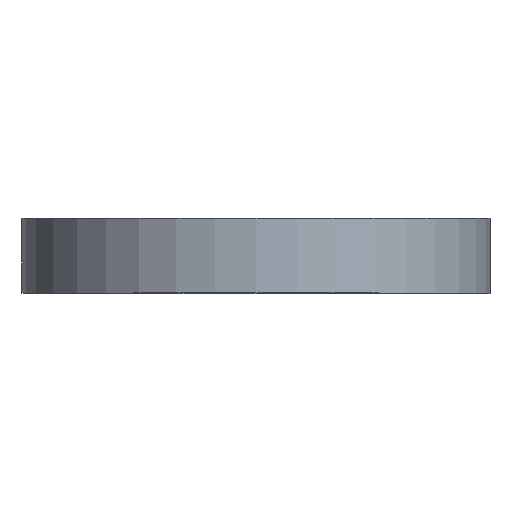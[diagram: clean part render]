
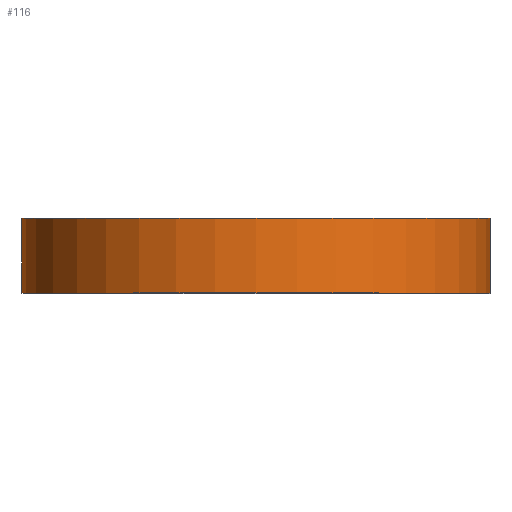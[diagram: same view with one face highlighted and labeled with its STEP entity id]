
A CAD part, top view. The second image highlights one B-rep face of the part: STEP entity #116.
In plain terms, the highlighted cylindrical face has radius 49.632 mm (diameter 99.263 mm), a partial arc.
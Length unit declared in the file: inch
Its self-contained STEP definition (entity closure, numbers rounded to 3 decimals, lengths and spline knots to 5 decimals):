
#17 = ORIENTED_EDGE ( 'NONE', *, *, #516, .F. ) ;
#46 = DIRECTION ( 'NONE',  ( 1., 0., 0. ) ) ;
#58 = VERTEX_POINT ( 'NONE', #135 ) ;
#99 = CARTESIAN_POINT ( 'NONE',  ( 0., 0.3125, -1.954 ) ) ;
#100 = DIRECTION ( 'NONE',  ( 0., 1., 0. ) ) ;
#105 = DIRECTION ( 'NONE',  ( 0., -1., 0. ) ) ;
#116 = ADVANCED_FACE ( 'NONE', ( #505 ), #466, .T. ) ;
#135 = CARTESIAN_POINT ( 'NONE',  ( 0., -0.3125, -1.954 ) ) ;
#141 = VECTOR ( 'NONE', #329, 39.37008 ) ;
#144 = EDGE_CURVE ( 'NONE', #686, #414, #551, .T. ) ;
#194 = EDGE_CURVE ( 'NONE', #58, #588, #498, .T. ) ;
#196 = DIRECTION ( 'NONE',  ( 0., -1., 0. ) ) ;
#232 = CARTESIAN_POINT ( 'NONE',  ( 1.954, -0.3125, 0. ) ) ;
#245 = CARTESIAN_POINT ( 'NONE',  ( 0., 0.3125, 0. ) ) ;
#258 = CARTESIAN_POINT ( 'NONE',  ( 1.954, 0.3125, 0. ) ) ;
#285 = CARTESIAN_POINT ( 'NONE',  ( 0., 0.3125, -1.954 ) ) ;
#329 = DIRECTION ( 'NONE',  ( 0., -1., 0. ) ) ;
#350 = DIRECTION ( 'NONE',  ( 0., 0., -1. ) ) ;
#367 = EDGE_LOOP ( 'NONE', ( #721, #17, #705, #657 ) ) ;
#369 = EDGE_CURVE ( 'NONE', #686, #58, #542, .T. ) ;
#414 = VERTEX_POINT ( 'NONE', #696 ) ;
#466 = CYLINDRICAL_SURFACE ( 'NONE', #523, 1.954 ) ;
#476 = CARTESIAN_POINT ( 'NONE',  ( 0., -0.3125, 0. ) ) ;
#498 = CIRCLE ( 'NONE', #652, 1.954 ) ;
#505 = FACE_OUTER_BOUND ( 'NONE', #367, .T. ) ;
#516 = EDGE_CURVE ( 'NONE', #414, #588, #706, .T. ) ;
#518 = DIRECTION ( 'NONE',  ( 0., 1., 0. ) ) ;
#519 = DIRECTION ( 'NONE',  ( 1., 0., 0. ) ) ;
#523 = AXIS2_PLACEMENT_3D ( 'NONE', #594, #196, #350 ) ;
#542 = LINE ( 'NONE', #285, #141 ) ;
#551 = CIRCLE ( 'NONE', #553, 1.954 ) ;
#553 = AXIS2_PLACEMENT_3D ( 'NONE', #245, #100, #46 ) ;
#588 = VERTEX_POINT ( 'NONE', #232 ) ;
#594 = CARTESIAN_POINT ( 'NONE',  ( 0., 0.3125, 0. ) ) ;
#652 = AXIS2_PLACEMENT_3D ( 'NONE', #476, #518, #519 ) ;
#657 = ORIENTED_EDGE ( 'NONE', *, *, #369, .T. ) ;
#686 = VERTEX_POINT ( 'NONE', #99 ) ;
#696 = CARTESIAN_POINT ( 'NONE',  ( 1.954, 0.3125, 0. ) ) ;
#702 = VECTOR ( 'NONE', #105, 39.37008 ) ;
#705 = ORIENTED_EDGE ( 'NONE', *, *, #144, .F. ) ;
#706 = LINE ( 'NONE', #258, #702 ) ;
#721 = ORIENTED_EDGE ( 'NONE', *, *, #194, .T. ) ;
